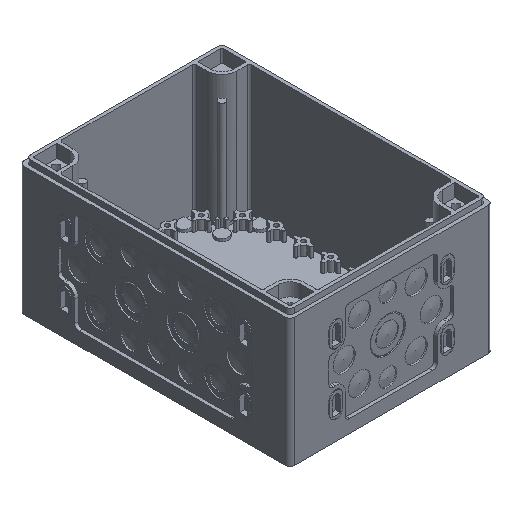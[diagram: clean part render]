
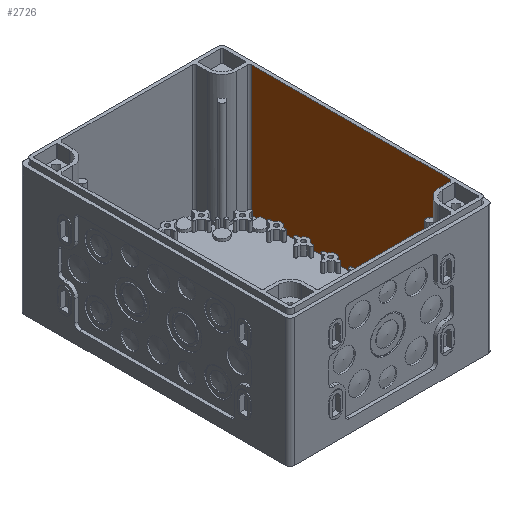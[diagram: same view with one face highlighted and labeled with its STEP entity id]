
A CAD part, isometric view. The second image highlights one B-rep face of the part: STEP entity #2726.
In plain terms, the highlighted planar face has unit normal (-1, 0, 0).
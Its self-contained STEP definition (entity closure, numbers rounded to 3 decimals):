
#2726 = ADVANCED_FACE( '', ( #6155 ), #6156, .T. );
#6155 = FACE_OUTER_BOUND( '', #10191, .T. );
#6156 = PLANE( '', #10192 );
#10191 = EDGE_LOOP( '', ( #18114, #18115, #18116, #18117, #18118, #18119, #18120, #18121, #18122, #18123, #18124, #18125 ) );
#10192 = AXIS2_PLACEMENT_3D( '', #18126, #18127, #18128 );
#18114 = ORIENTED_EDGE( '', *, *, #25672, .F. );
#18115 = ORIENTED_EDGE( '', *, *, #25419, .F. );
#18116 = ORIENTED_EDGE( '', *, *, #25673, .F. );
#18117 = ORIENTED_EDGE( '', *, *, #25674, .T. );
#18118 = ORIENTED_EDGE( '', *, *, #25675, .F. );
#18119 = ORIENTED_EDGE( '', *, *, #24653, .F. );
#18120 = ORIENTED_EDGE( '', *, *, #25676, .F. );
#18121 = ORIENTED_EDGE( '', *, *, #24791, .T. );
#18122 = ORIENTED_EDGE( '', *, *, #25677, .F. );
#18123 = ORIENTED_EDGE( '', *, *, #23088, .F. );
#18124 = ORIENTED_EDGE( '', *, *, #24686, .F. );
#18125 = ORIENTED_EDGE( '', *, *, #23250, .T. );
#18126 = CARTESIAN_POINT( '', ( 180.3, 33.3, 153.5 ) );
#18127 = DIRECTION( '', ( -1., 0., 0. ) );
#18128 = DIRECTION( '', ( 0., 0., 1. ) );
#23088 = EDGE_CURVE( '', #27730, #27731, #27732, .T. );
#23250 = EDGE_CURVE( '', #28025, #28023, #28026, .T. );
#24653 = EDGE_CURVE( '', #30250, #30248, #30252, .T. );
#24686 = EDGE_CURVE( '', #28025, #27730, #30299, .T. );
#24791 = EDGE_CURVE( '', #30455, #30453, #30456, .T. );
#25419 = EDGE_CURVE( '', #31342, #31340, #31344, .T. );
#25672 = EDGE_CURVE( '', #31340, #28023, #31682, .T. );
#25673 = EDGE_CURVE( '', #31683, #31342, #31684, .T. );
#25674 = EDGE_CURVE( '', #31683, #31685, #31686, .T. );
#25675 = EDGE_CURVE( '', #30248, #31685, #31687, .T. );
#25676 = EDGE_CURVE( '', #30455, #30250, #31688, .T. );
#25677 = EDGE_CURVE( '', #27731, #30453, #31689, .T. );
#27730 = VERTEX_POINT( '', #34178 );
#27731 = VERTEX_POINT( '', #34179 );
#27732 = LINE( '', #34180, #34181 );
#28023 = VERTEX_POINT( '', #34551 );
#28025 = VERTEX_POINT( '', #34553 );
#28026 = LINE( '', #34554, #34555 );
#30248 = VERTEX_POINT( '', #37483 );
#30250 = VERTEX_POINT( '', #37486 );
#30252 = LINE( '', #37489, #37490 );
#30299 = LINE( '', #37547, #37548 );
#30453 = VERTEX_POINT( '', #37746 );
#30455 = VERTEX_POINT( '', #37749 );
#30456 = LINE( '', #37750, #37751 );
#31340 = VERTEX_POINT( '', #38909 );
#31342 = VERTEX_POINT( '', #38912 );
#31344 = LINE( '', #38915, #38916 );
#31682 = LINE( '', #39361, #39362 );
#31683 = VERTEX_POINT( '', #39363 );
#31684 = LINE( '', #39364, #39365 );
#31685 = VERTEX_POINT( '', #39366 );
#31686 = LINE( '', #39367, #39368 );
#31687 = LINE( '', #39369, #39370 );
#31688 = LINE( '', #39371, #39372 );
#31689 = LINE( '', #39373, #39374 );
#34178 = CARTESIAN_POINT( '', ( 180.3, 33.3, 123. ) );
#34179 = CARTESIAN_POINT( '', ( 180.3, 33.3, 3.5 ) );
#34180 = CARTESIAN_POINT( '', ( 180.3, 33.3, 153.5 ) );
#34181 = VECTOR( '', #41709, 1000. );
#34551 = CARTESIAN_POINT( '', ( 180.3, 215.3, 3.5 ) );
#34553 = CARTESIAN_POINT( '', ( 180.3, 215.3, 123. ) );
#34554 = CARTESIAN_POINT( '', ( 180.3, 215.3, 153.5 ) );
#34555 = VECTOR( '', #41969, 1000. );
#37483 = CARTESIAN_POINT( '', ( 180.3, 52.8, 3.5 ) );
#37486 = CARTESIAN_POINT( '', ( 180.3, 52.8, 6. ) );
#37489 = CARTESIAN_POINT( '', ( 180.3, 52.8, 6. ) );
#37490 = VECTOR( '', #43719, 1000. );
#37547 = CARTESIAN_POINT( '', ( 180.3, 244.6, 123. ) );
#37548 = VECTOR( '', #43763, 1000. );
#37746 = CARTESIAN_POINT( '', ( 180.3, 40.8, 3.5 ) );
#37749 = CARTESIAN_POINT( '', ( 180.3, 40.8, 6. ) );
#37750 = CARTESIAN_POINT( '', ( 180.3, 40.8, 6. ) );
#37751 = VECTOR( '', #43932, 1000. );
#38909 = CARTESIAN_POINT( '', ( 180.3, 207.8, 3.5 ) );
#38912 = CARTESIAN_POINT( '', ( 180.3, 207.8, 6. ) );
#38915 = CARTESIAN_POINT( '', ( 180.3, 207.8, 6. ) );
#38916 = VECTOR( '', #44683, 1000. );
#39361 = CARTESIAN_POINT( '', ( 180.3, 33.3, 3.5 ) );
#39362 = VECTOR( '', #44992, 1000. );
#39363 = CARTESIAN_POINT( '', ( 180.3, 195.8, 6. ) );
#39364 = CARTESIAN_POINT( '', ( 180.3, 195.8, 6. ) );
#39365 = VECTOR( '', #44993, 1000. );
#39366 = CARTESIAN_POINT( '', ( 180.3, 195.8, 3.5 ) );
#39367 = CARTESIAN_POINT( '', ( 180.3, 195.8, 6. ) );
#39368 = VECTOR( '', #44994, 1000. );
#39369 = CARTESIAN_POINT( '', ( 180.3, 33.3, 3.5 ) );
#39370 = VECTOR( '', #44995, 1000. );
#39371 = CARTESIAN_POINT( '', ( 180.3, 40.8, 6. ) );
#39372 = VECTOR( '', #44996, 1000. );
#39373 = CARTESIAN_POINT( '', ( 180.3, 33.3, 3.5 ) );
#39374 = VECTOR( '', #44997, 1000. );
#41709 = DIRECTION( '', ( 0., 0., -1. ) );
#41969 = DIRECTION( '', ( 0., 0., -1. ) );
#43719 = DIRECTION( '', ( 0., 0., -1. ) );
#43763 = DIRECTION( '', ( 0., -1., 0. ) );
#43932 = DIRECTION( '', ( 0., 0., -1. ) );
#44683 = DIRECTION( '', ( 0., 0., -1. ) );
#44992 = DIRECTION( '', ( 0., 1., 0. ) );
#44993 = DIRECTION( '', ( 0., 1., 0. ) );
#44994 = DIRECTION( '', ( 0., 0., -1. ) );
#44995 = DIRECTION( '', ( 0., 1., 0. ) );
#44996 = DIRECTION( '', ( 0., 1., 0. ) );
#44997 = DIRECTION( '', ( 0., 1., 0. ) );
